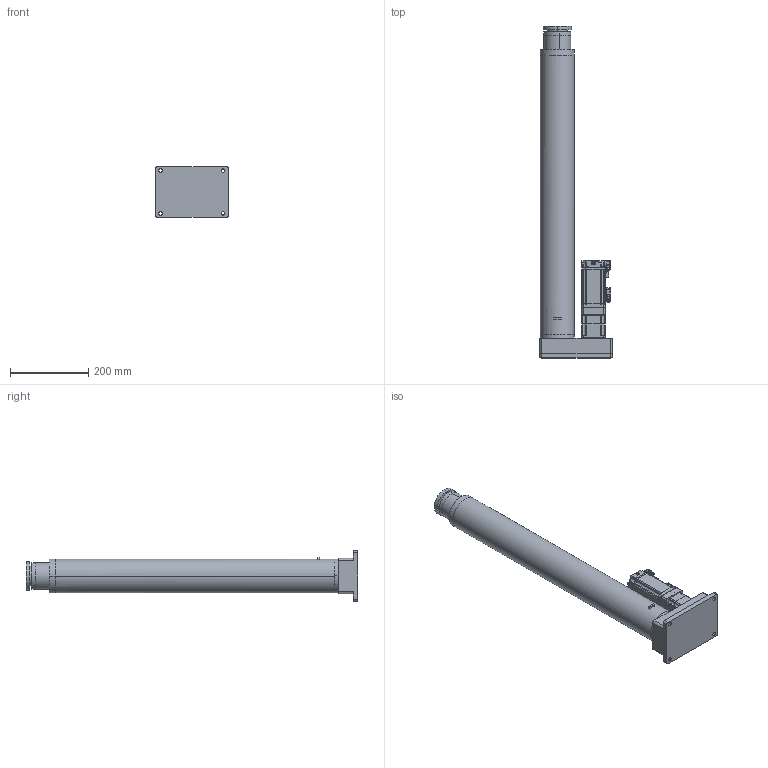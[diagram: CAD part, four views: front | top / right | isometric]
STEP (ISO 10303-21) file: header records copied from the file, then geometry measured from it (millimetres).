
FILE_DESCRIPTION (( 'STEP AP203' ), '1' );
FILE_NAME ('RLD87-10HB-4.7KN-R1200-S2-50mm-s.STEP', '2025-02-06T06:03:44', ( '微软用户' ), ( '微软中国' ), 'SwSTEP 2.0', 'SolidWorks 2022', '' );
FILE_SCHEMA (( 'CONFIG_CONTROL_DESIGN' ));
Length unit declared in the file: millimetre
Products named in the file (39): 复件 22060240_2_1_1_1.stp^复件 MS1H1-40B30CB-A334Z-S_ASM_1_ASM.stp_复件 MS1H1-40B30CB-(x)334Z.stp_复件 400W-3000带刹车_RLD87-10HB-4.7KN-R1200-S2-50mm-s; 复件 231206-ZQ-87多节缸第一节缸筒^RLD87-10HB-4.7KN-R1200-S2-50mm-s; 复件 _1-SO-576180001_1_1_1.stp^复件 MS1H1-40B30CB-A334Z_1_ASM_1_ASM_ASM.stp_复件 MS1H1-40B30CB-A334Z_ASM_1-35997_ASM.stp_复件 MS1H1-40B30CB-A334Z_ASM_1-36033_ASM.stp_复件 MS1H1-40B30CB-A334Z-S_A~; 复件 MS1H1-40B30CB-A334Z_ASM_1-35997_ASM.stp^复件 MS1H1-40B30CB-A334Z_ASM_1-36033_ASM.stp_复件 MS1H1-40B30CB-A334Z-S_ASM_1_ASM.stp_复件 MS1H1-40B30CB-(x)334Z.stp_复件 400W-3000带刹车_RLD87-10HB-4.7~; 复件 31090524--MS1H1-400001_1_1_1.stp^复件 MS1H1-40B30CB-A334Z_1_ASM_1_ASM_ASM.stp_复件 MS1H1-40B30CB-A334Z_ASM_1-35997_ASM.stp_复件 MS1H1-40B30CB-A334Z_ASM_1-36033_ASM.stp_复件 MS1H1-40B30CB-A3~; 复件 _1-SO-391790001_1_1_1.stp^复件 MS1H1-40B30CB-A334Z_1_ASM_1_ASM_ASM.stp_复件 MS1H1-40B30CB-A334Z_ASM_1-35997_ASM.stp_复件 MS1H1-40B30CB-A334Z_ASM_1-36033_ASM.stp_复件 MS1H1-40B30CB-A334Z-S_A~; 复件 231206-ZQ-87多节缸箱体盖板^RLD87-10HB-4.7KN-R1200-S2-50mm-s; 复件 MS1H1-40B30CB-A334Z_1_ASM_1_ASM_ASM.stp^复件 MS1H1-40B30CB-A334Z_ASM_1-35997_ASM.stp_复件 MS1H1-40B30CB-A334Z_ASM_1-36033_ASM.stp_复件 MS1H1-40B30CB-A334Z-S_ASM_1_ASM.stp_复件 MS1H1-40B30CB~; 复件 _1-SO-403590001_1_1_1.stp^复件 MS1H1-40B30CB-A334Z_1_ASM_1_ASM_ASM.stp_复件 MS1H1-40B30CB-A334Z_ASM_1-35997_ASM.stp_复件 MS1H1-40B30CB-A334Z_ASM_1-36033_ASM.stp_复件 MS1H1-40B30CB-A334Z-S_A~; 复件 31740004--1-SOLI00_1_1_1_1.stp^复件 MS1H1-40B30CB-A334Z_1_ASM_1_ASM_ASM.stp_复件 MS1H1-40B30CB-A334Z_ASM_1-35997_ASM.stp_复件 MS1H1-40B30CB-A334Z_ASM_1-36033_ASM.stp_复件 MS1H1-40B30CB-A334~; 复件 22010150--1-SOLI00_1_1_1_1.stp^复件 MS1H1-40B30CB-A334Z_1_ASM_1_ASM_ASM.stp_复件 MS1H1-40B30CB-A334Z_ASM_1-35997_ASM.stp_复件 MS1H1-40B30CB-A334Z_ASM_1-36033_ASM.stp_复件 MS1H1-40B30CB-A334~; 复件 _1-SO-229040001_1_1_1.stp^复件 MS1H1-40B30CB-A334Z_1_ASM_1_ASM_ASM.stp_复件 MS1H1-40B30CB-A334Z_ASM_1-35997_ASM.stp_复件 MS1H1-40B30CB-A334Z_ASM_1-36033_ASM.stp_复件 MS1H1-40B30CB-A334Z-S_A~; 复件 _1-SO-476400001_1_1_1.stp^复件 MS1H1-40B30CB-A334Z_1_ASM_1_ASM_ASM.stp_复件 MS1H1-40B30CB-A334Z_ASM_1-35997_ASM.stp_复件 MS1H1-40B30CB-A334Z_ASM_1-36033_ASM.stp_复件 MS1H1-40B30CB-A334Z-S_A~; 复件 10_1_1_1.stp^复件 MS1H1-40B30CB-A334Z_1_ASM_1_ASM_ASM.stp_复件 MS1H1-40B30CB-A334Z_ASM_1-35997_ASM.stp_复件 MS1H1-40B30CB-A334Z_ASM_1-36033_ASM.stp_复件 MS1H1-40B30CB-A334Z-S_ASM_1_ASM.stp_~; 复件 31090647--1-SOL000_1_1_1.stp^复件 MS1H1-40B30CB-A334Z_1_ASM_1_ASM_ASM.stp_复件 MS1H1-40B30CB-A334Z_ASM_1-35997_ASM.stp_复件 MS1H1-40B30CB-A334Z_ASM_1-36033_ASM.stp_复件 MS1H1-40B30CB-A334Z-~; 复件 PGH60-L1-14-50-70-M5-A16^RLD87-10HB-4.7KN-R1200-S2-50mm-s; 复件 _1-SO-126980001_1_1_1.stp^复件 MS1H1-40B30CB-A334Z_1_ASM_1_ASM_ASM.stp_复件 MS1H1-40B30CB-A334Z_ASM_1-35997_ASM.stp_复件 MS1H1-40B30CB-A334Z_ASM_1-36033_ASM.stp_复件 MS1H1-40B30CB-A334Z-S_A~; 复件 231206-ZQ-87多节缸轴承座^RLD87-10HB-4.7KN-R1200-S2-50mm-s; 复件 MS1H1-40B30CB-A334Z_ASM_1-36033_ASM.stp^复件 MS1H1-40B30CB-A334Z-S_ASM_1_ASM.stp_复件 MS1H1-40B30CB-(x)334Z.stp_复件 400W-3000带刹车_RLD87-10HB-4.7KN-R1200-S2-50mm-s; 复件 _1-SO-981200001_1_1_1.stp^复件 MS1H1-40B30CB-A334Z_1_ASM_1_ASM_ASM.stp_复件 MS1H1-40B30CB-A334Z_ASM_1-35997_ASM.stp_复件 MS1H1-40B30CB-A334Z_ASM_1-36033_ASM.stp_复件 MS1H1-40B30CB-A334Z-S_A~; 复件 _1-SO-60001_1_1_1.stp^复件 MS1H1-40B30CB-A334Z_1_ASM_1_ASM_ASM.stp_复件 MS1H1-40B30CB-A334Z_ASM_1-35997_ASM.stp_复件 MS1H1-40B30CB-A334Z_ASM_1-36033_ASM.stp_复件 MS1H1-40B30CB-A334Z-S_ASM_1~; RLD87-10HB-4.7KN-R1200-S2-50mm-s; 复件 _1-SO-585340001_1_1_1.stp^复件 MS1H1-40B30CB-A334Z_1_ASM_1_ASM_ASM.stp_复件 MS1H1-40B30CB-A334Z_ASM_1-35997_ASM.stp_复件 MS1H1-40B30CB-A334Z_ASM_1-36033_ASM.stp_复件 MS1H1-40B30CB-A334Z-S_A~; 复件 30_1_1_1_1.stp^复件 MS1H1-40B30CB-A334Z_1_ASM_1_ASM_ASM.stp_复件 MS1H1-40B30CB-A334Z_ASM_1-35997_ASM.stp_复件 MS1H1-40B30CB-A334Z_ASM_1-36033_ASM.stp_复件 MS1H1-40B30CB-A334Z-S_ASM_1_ASM.st~; 复件 _60-1-SO0001_1_1_1_1.stp^复件 MS1H1-40B30CB-A334Z_1_ASM_1_ASM_ASM.stp_复件 MS1H1-40B30CB-A334Z_ASM_1-35997_ASM.stp_复件 MS1H1-40B30CB-A334Z_ASM_1-36033_ASM.stp_复件 MS1H1-40B30CB-A334Z-S_AS~; 复件 MS1H1-40B30CB-A334Z-S_ASM_1_ASM.stp^复件 MS1H1-40B30CB-(x)334Z.stp_复件 400W-3000带刹车_RLD87-10HB-4.7KN-R1200-S2-50mm-s; 复件 31900522--1-SOL000_1_1_1_1.stp^复件 MS1H1-40B30CB-A334Z_1_ASM_1_ASM_ASM.stp_复件 MS1H1-40B30CB-A334Z_ASM_1-35997_ASM.stp_复件 MS1H1-40B30CB-A334Z_ASM_1-36033_ASM.stp_复件 MS1H1-40B30CB-A334~; 复件 _1-SO-195320001_1_1_1.stp^复件 MS1H1-40B30CB-A334Z_1_ASM_1_ASM_ASM.stp_复件 MS1H1-40B30CB-A334Z_ASM_1-35997_ASM.stp_复件 MS1H1-40B30CB-A334Z_ASM_1-36033_ASM.stp_复件 MS1H1-40B30CB-A334Z-S_A~; 复件 31100246--1-SOLI00_1_1_1_1.stp^复件 MS1H1-40B30CB-A334Z_1_ASM_1_ASM_ASM.stp_复件 MS1H1-40B30CB-A334Z_ASM_1-35997_ASM.stp_复件 MS1H1-40B30CB-A334Z_ASM_1-36033_ASM.stp_复件 MS1H1-40B30CB-A334~; 复件 _1-SO-85180001_1_1_1.stp^复件 MS1H1-40B30CB-A334Z_1_ASM_1_ASM_ASM.stp_复件 MS1H1-40B30CB-A334Z_ASM_1-35997_ASM.stp_复件 MS1H1-40B30CB-A334Z_ASM_1-36033_ASM.stp_复件 MS1H1-40B30CB-A334Z-S_AS~; 复件 _1-SO-750450001_1_1_1.stp^复件 MS1H1-40B30CB-A334Z_1_ASM_1_ASM_ASM.stp_复件 MS1H1-40B30CB-A334Z_ASM_1-35997_ASM.stp_复件 MS1H1-40B30CB-A334Z_ASM_1-36033_ASM.stp_复件 MS1H1-40B30CB-A334Z-S_A~; 复件 231206-ZQ-87多节缸第三节缸筒^RLD87-10HB-4.7KN-R1200-S2-50mm-s; 复件 231206-ZQ-87多节缸第二节缸筒^RLD87-10HB-4.7KN-R1200-S2-50mm-s; 复件 21E8-005-1073-P4_1_1_1_1.stp^复件 MS1H1-40B30CB-A334Z-S_ASM_1_ASM.stp_复件 MS1H1-40B30CB-(x)334Z.stp_复件 400W-3000带刹车_RLD87-10HB-4.7KN-R1200-S2-50mm-s; 复件 MS1H1-40B30CB-(x)334Z.stp^复件 400W-3000带刹车_RLD87-10HB-4.7KN-R1200-S2-50mm-s; 复件 21E8-005-1072-P4_1_1_1_1.stp^复件 MS1H1-40B30CB-A334Z-S_ASM_1_ASM.stp_复件 MS1H1-40B30CB-(x)334Z.stp_复件 400W-3000带刹车_RLD87-10HB-4.7KN-R1200-S2-50mm-s; 复件 400W-3000带刹车^RLD87-10HB-4.7KN-R1200-S2-50mm-s; 复件 _1-SO-16020001_1_1_1.stp^复件 MS1H1-40B30CB-A334Z_1_ASM_1_ASM_ASM.stp_复件 MS1H1-40B30CB-A334Z_ASM_1-35997_ASM.stp_复件 MS1H1-40B30CB-A334Z_ASM_1-36033_ASM.stp_复件 MS1H1-40B30CB-A334Z-S_AS~; 复件 _1-SO-579730001_1_1_1.stp^复件 MS1H1-40B30CB-A334Z_1_ASM_1_ASM_ASM.stp_复件 MS1H1-40B30CB-A334Z_ASM_1-35997_ASM.stp_复件 MS1H1-40B30CB-A334Z_ASM_1-36033_ASM.stp_复件 MS1H1-40B30CB-A334Z-S_A~
Assembly tree (39 placements, depth 8):
  RLD87-10HB-4.7KN-R1200-S2-50mm-s
    复件 231206-ZQ-87多节缸箱体盖板^RLD87-10HB-4.7KN-R1200-S2-50mm-s
    复件 231206-ZQ-87多节缸轴承座^RLD87-10HB-4.7KN-R1200-S2-50mm-s
    复件 231206-ZQ-87多节缸第二节缸筒^RLD87-10HB-4.7KN-R1200-S2-50mm-s
    复件 231206-ZQ-87多节缸第三节缸筒^RLD87-10HB-4.7KN-R1200-S2-50mm-s
    复件 231206-ZQ-87多节缸第一节缸筒^RLD87-10HB-4.7KN-R1200-S2-50mm-s
    复件 PGH60-L1-14-50-70-M5-A16^RLD87-10HB-4.7KN-R1200-S2-50mm-s
    复件 400W-3000带刹车^RLD87-10HB-4.7KN-R1200-S2-50mm-s
      复件 MS1H1-40B30CB-(x)334Z.stp^复件 400W-3000带刹车_RLD87-10HB-4.7KN-R1200-S2-50mm-s
        复件 MS1H1-40B30CB-A334Z-S_ASM_1_ASM.stp^复件 MS1H1-40B30CB-(x)334Z.stp_复件 400W-3000带刹车_RLD87-10HB-4.7KN-R1200-S2-50mm-s
          复件 MS1H1-40B30CB-A334Z_ASM_1-36033_ASM.stp^复件 MS1H1-40B30CB-A334Z-S_ASM_1_ASM.stp_复件 MS1H1-40B30CB-(x)334Z.stp_复件 400W-3000带刹车_RLD87-10HB-4.7KN-R1200-S2-50mm-s
            复件 MS1H1-40B30CB-A334Z_ASM_1-35997_ASM.stp^复件 MS1H1-40B30CB-A334Z_ASM_1-36033_ASM.stp_复件 MS1H1-40B30CB-A334Z-S_ASM_1_ASM.stp_复件 MS1H1-40B30CB-(x)334Z.stp_复件 400W-3000带刹车_RLD87-10HB-4.7~
              复件 MS1H1-40B30CB-A334Z_1_ASM_1_ASM_ASM.stp^复件 MS1H1-40B30CB-A334Z_ASM_1-35997_ASM.stp_复件 MS1H1-40B30CB-A334Z_ASM_1-36033_ASM.stp_复件 MS1H1-40B30CB-A334Z-S_ASM_1_ASM.stp_复件 MS1H1-40B30CB~
                复件 _1-SO-60001_1_1_1.stp^复件 MS1H1-40B30CB-A334Z_1_ASM_1_ASM_ASM.stp_复件 MS1H1-40B30CB-A334Z_ASM_1-35997_ASM.stp_复件 MS1H1-40B30CB-A334Z_ASM_1-36033_ASM.stp_复件 MS1H1-40B30CB-A334Z-S_ASM_1~
                复件 _1-SO-16020001_1_1_1.stp^复件 MS1H1-40B30CB-A334Z_1_ASM_1_ASM_ASM.stp_复件 MS1H1-40B30CB-A334Z_ASM_1-35997_ASM.stp_复件 MS1H1-40B30CB-A334Z_ASM_1-36033_ASM.stp_复件 MS1H1-40B30CB-A334Z-S_AS~
                复件 _1-SO-85180001_1_1_1.stp^复件 MS1H1-40B30CB-A334Z_1_ASM_1_ASM_ASM.stp_复件 MS1H1-40B30CB-A334Z_ASM_1-35997_ASM.stp_复件 MS1H1-40B30CB-A334Z_ASM_1-36033_ASM.stp_复件 MS1H1-40B30CB-A334Z-S_AS~
                复件 31090524--MS1H1-400001_1_1_1.stp^复件 MS1H1-40B30CB-A334Z_1_ASM_1_ASM_ASM.stp_复件 MS1H1-40B30CB-A334Z_ASM_1-35997_ASM.stp_复件 MS1H1-40B30CB-A334Z_ASM_1-36033_ASM.stp_复件 MS1H1-40B30CB-A3~
                复件 _1-SO-126980001_1_1_1.stp^复件 MS1H1-40B30CB-A334Z_1_ASM_1_ASM_ASM.stp_复件 MS1H1-40B30CB-A334Z_ASM_1-35997_ASM.stp_复件 MS1H1-40B30CB-A334Z_ASM_1-36033_ASM.stp_复件 MS1H1-40B30CB-A334Z-S_A~
                复件 _1-SO-195320001_1_1_1.stp^复件 MS1H1-40B30CB-A334Z_1_ASM_1_ASM_ASM.stp_复件 MS1H1-40B30CB-A334Z_ASM_1-35997_ASM.stp_复件 MS1H1-40B30CB-A334Z_ASM_1-36033_ASM.stp_复件 MS1H1-40B30CB-A334Z-S_A~
                复件 31090647--1-SOL000_1_1_1.stp^复件 MS1H1-40B30CB-A334Z_1_ASM_1_ASM_ASM.stp_复件 MS1H1-40B30CB-A334Z_ASM_1-35997_ASM.stp_复件 MS1H1-40B30CB-A334Z_ASM_1-36033_ASM.stp_复件 MS1H1-40B30CB-A334Z-~
                复件 _1-SO-229040001_1_1_1.stp^复件 MS1H1-40B30CB-A334Z_1_ASM_1_ASM_ASM.stp_复件 MS1H1-40B30CB-A334Z_ASM_1-35997_ASM.stp_复件 MS1H1-40B30CB-A334Z_ASM_1-36033_ASM.stp_复件 MS1H1-40B30CB-A334Z-S_A~
                复件 31100246--1-SOLI00_1_1_1_1.stp^复件 MS1H1-40B30CB-A334Z_1_ASM_1_ASM_ASM.stp_复件 MS1H1-40B30CB-A334Z_ASM_1-35997_ASM.stp_复件 MS1H1-40B30CB-A334Z_ASM_1-36033_ASM.stp_复件 MS1H1-40B30CB-A334~
                复件 _1-SO-391790001_1_1_1.stp^复件 MS1H1-40B30CB-A334Z_1_ASM_1_ASM_ASM.stp_复件 MS1H1-40B30CB-A334Z_ASM_1-35997_ASM.stp_复件 MS1H1-40B30CB-A334Z_ASM_1-36033_ASM.stp_复件 MS1H1-40B30CB-A334Z-S_A~
                复件 _1-SO-403590001_1_1_1.stp^复件 MS1H1-40B30CB-A334Z_1_ASM_1_ASM_ASM.stp_复件 MS1H1-40B30CB-A334Z_ASM_1-35997_ASM.stp_复件 MS1H1-40B30CB-A334Z_ASM_1-36033_ASM.stp_复件 MS1H1-40B30CB-A334Z-S_A~
                复件 22010150--1-SOLI00_1_1_1_1.stp^复件 MS1H1-40B30CB-A334Z_1_ASM_1_ASM_ASM.stp_复件 MS1H1-40B30CB-A334Z_ASM_1-35997_ASM.stp_复件 MS1H1-40B30CB-A334Z_ASM_1-36033_ASM.stp_复件 MS1H1-40B30CB-A334~
                复件 30_1_1_1_1.stp^复件 MS1H1-40B30CB-A334Z_1_ASM_1_ASM_ASM.stp_复件 MS1H1-40B30CB-A334Z_ASM_1-35997_ASM.stp_复件 MS1H1-40B30CB-A334Z_ASM_1-36033_ASM.stp_复件 MS1H1-40B30CB-A334Z-S_ASM_1_ASM.st~
                复件 _1-SO-476400001_1_1_1.stp^复件 MS1H1-40B30CB-A334Z_1_ASM_1_ASM_ASM.stp_复件 MS1H1-40B30CB-A334Z_ASM_1-35997_ASM.stp_复件 MS1H1-40B30CB-A334Z_ASM_1-36033_ASM.stp_复件 MS1H1-40B30CB-A334Z-S_A~
                复件 31900522--1-SOL000_1_1_1_1.stp^复件 MS1H1-40B30CB-A334Z_1_ASM_1_ASM_ASM.stp_复件 MS1H1-40B30CB-A334Z_ASM_1-35997_ASM.stp_复件 MS1H1-40B30CB-A334Z_ASM_1-36033_ASM.stp_复件 MS1H1-40B30CB-A334~
                复件 31740004--1-SOLI00_1_1_1_1.stp^复件 MS1H1-40B30CB-A334Z_1_ASM_1_ASM_ASM.stp_复件 MS1H1-40B30CB-A334Z_ASM_1-35997_ASM.stp_复件 MS1H1-40B30CB-A334Z_ASM_1-36033_ASM.stp_复件 MS1H1-40B30CB-A334~
                复件 _1-SO-576180001_1_1_1.stp^复件 MS1H1-40B30CB-A334Z_1_ASM_1_ASM_ASM.stp_复件 MS1H1-40B30CB-A334Z_ASM_1-35997_ASM.stp_复件 MS1H1-40B30CB-A334Z_ASM_1-36033_ASM.stp_复件 MS1H1-40B30CB-A334Z-S_A~
                复件 _1-SO-579730001_1_1_1.stp^复件 MS1H1-40B30CB-A334Z_1_ASM_1_ASM_ASM.stp_复件 MS1H1-40B30CB-A334Z_ASM_1-35997_ASM.stp_复件 MS1H1-40B30CB-A334Z_ASM_1-36033_ASM.stp_复件 MS1H1-40B30CB-A334Z-S_A~
                复件 _1-SO-585340001_1_1_1.stp^复件 MS1H1-40B30CB-A334Z_1_ASM_1_ASM_ASM.stp_复件 MS1H1-40B30CB-A334Z_ASM_1-35997_ASM.stp_复件 MS1H1-40B30CB-A334Z_ASM_1-36033_ASM.stp_复件 MS1H1-40B30CB-A334Z-S_A~
                复件 10_1_1_1.stp^复件 MS1H1-40B30CB-A334Z_1_ASM_1_ASM_ASM.stp_复件 MS1H1-40B30CB-A334Z_ASM_1-35997_ASM.stp_复件 MS1H1-40B30CB-A334Z_ASM_1-36033_ASM.stp_复件 MS1H1-40B30CB-A334Z-S_ASM_1_ASM.stp_~
                复件 _1-SO-750450001_1_1_1.stp^复件 MS1H1-40B30CB-A334Z_1_ASM_1_ASM_ASM.stp_复件 MS1H1-40B30CB-A334Z_ASM_1-35997_ASM.stp_复件 MS1H1-40B30CB-A334Z_ASM_1-36033_ASM.stp_复件 MS1H1-40B30CB-A334Z-S_A~
                复件 _60-1-SO0001_1_1_1_1.stp^复件 MS1H1-40B30CB-A334Z_1_ASM_1_ASM_ASM.stp_复件 MS1H1-40B30CB-A334Z_ASM_1-35997_ASM.stp_复件 MS1H1-40B30CB-A334Z_ASM_1-36033_ASM.stp_复件 MS1H1-40B30CB-A334Z-S_AS~
                复件 _1-SO-981200001_1_1_1.stp^复件 MS1H1-40B30CB-A334Z_1_ASM_1_ASM_ASM.stp_复件 MS1H1-40B30CB-A334Z_ASM_1-35997_ASM.stp_复件 MS1H1-40B30CB-A334Z_ASM_1-36033_ASM.stp_复件 MS1H1-40B30CB-A334Z-S_A~
          复件 21E8-005-1072-P4_1_1_1_1.stp^复件 MS1H1-40B30CB-A334Z-S_ASM_1_ASM.stp_复件 MS1H1-40B30CB-(x)334Z.stp_复件 400W-3000带刹车_RLD87-10HB-4.7KN-R1200-S2-50mm-s
          复件 21E8-005-1073-P4_1_1_1_1.stp^复件 MS1H1-40B30CB-A334Z-S_ASM_1_ASM.stp_复件 MS1H1-40B30CB-(x)334Z.stp_复件 400W-3000带刹车_RLD87-10HB-4.7KN-R1200-S2-50mm-s
          复件 22060240_2_1_1_1.stp^复件 MS1H1-40B30CB-A334Z-S_ASM_1_ASM.stp_复件 MS1H1-40B30CB-(x)334Z.stp_复件 400W-3000带刹车_RLD87-10HB-4.7KN-R1200-S2-50mm-s  x2
Bounding box: 185 x 850 x 130 mm (x, y, z)
Volume: 3409126.1 mm3; surface area: 1127461.7 mm2
Topology: 48 solids, 53 shells, 2419 faces, 6330 edges, 4116 vertices
Faces by surface type: plane 1325, cylinder 781, torus 142, cone 104, bspline 63, sphere 4
Entity records: 83140 total; most frequent: CARTESIAN_POINT 18954, DIRECTION 12616, ORIENTED_EDGE 12496, EDGE_CURVE 6252, AXIS2_PLACEMENT_3D 4395, VERTEX_POINT 4072, LINE 3826, VECTOR 3826
